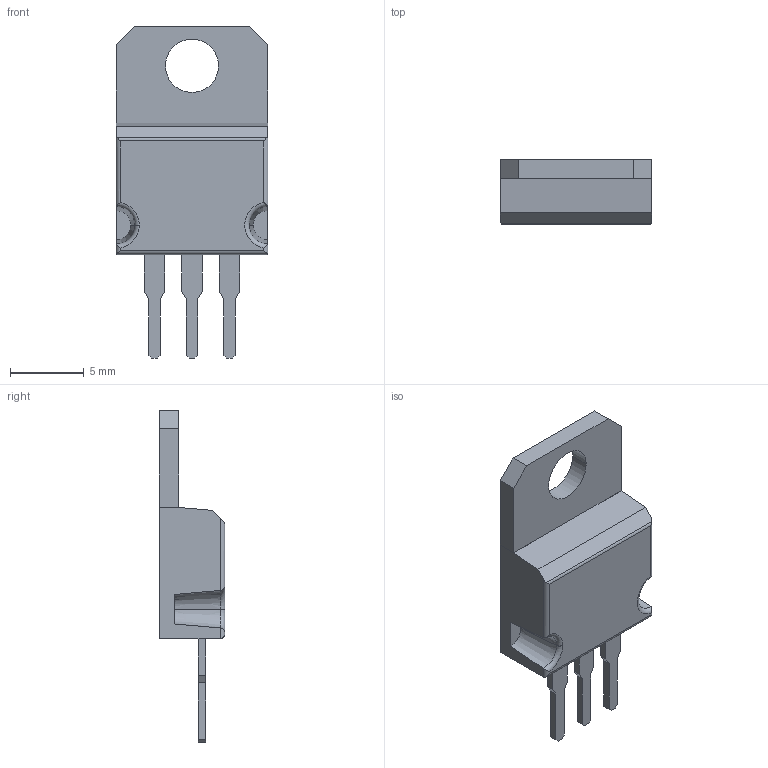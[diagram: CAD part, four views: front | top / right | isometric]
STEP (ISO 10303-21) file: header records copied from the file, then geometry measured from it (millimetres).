
FILE_DESCRIPTION (( 'STEP AP214' ), '1' );
FILE_NAME ('TO-220AB-3_L10.4-W4.6-H9.2-P2.54.step', '2022-08-01T12:47:31', ( '' ), ( '' ), 'SwSTEP 2.0', 'SolidWorks 2020', '' );
FILE_SCHEMA (( 'AUTOMOTIVE_DESIGN' ));
Length unit declared in the file: millimetre
Products named in the file (1): TO-220AB-3_L10.4-W4.6-H9.2-P2.54
Bounding box: 10.3 x 4.44 x 22.5 mm (x, y, z)
Volume: 488.4 mm3; surface area: 720.3 mm2
Topology: 2 solids, 2 shells, 306 faces, 837 edges, 557 vertices
Faces by surface type: plane 193, bspline 98, cylinder 8, cone 4, torus 3
Entity records: 13446 total; most frequent: CARTESIAN_POINT 3057, ORIENTED_EDGE 1674, DIRECTION 1057, EDGE_CURVE 837, VECTOR 607, LINE 607, VERTEX_POINT 557, EDGE_LOOP 330
